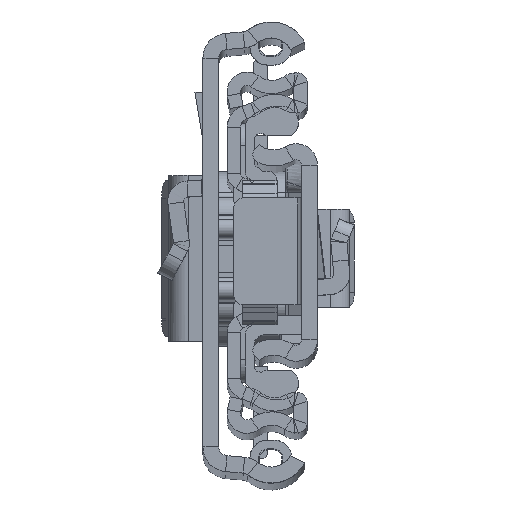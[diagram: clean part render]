
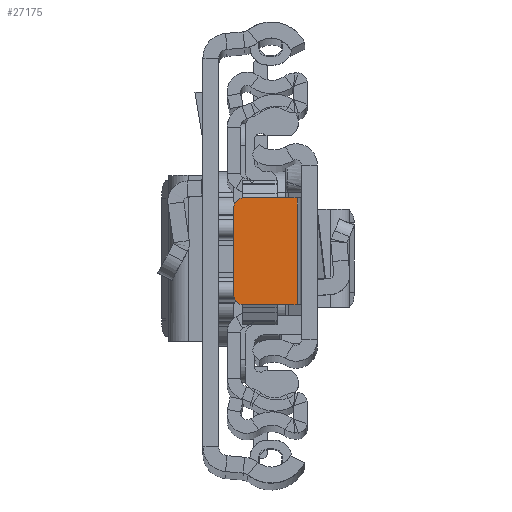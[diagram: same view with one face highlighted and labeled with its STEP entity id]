
A CAD part, top view. The second image highlights one B-rep face of the part: STEP entity #27175.
In plain terms, the highlighted planar face has unit normal (0, 0, 1).
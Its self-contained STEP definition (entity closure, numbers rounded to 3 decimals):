
#65 = CARTESIAN_POINT ( 'NONE',  ( -8.4, -5.849, -6.8 ) ) ;
#100 = CARTESIAN_POINT ( 'NONE',  ( -9.4, -4.849, -6.8 ) ) ;
#520 = ORIENTED_EDGE ( 'NONE', *, *, #2432, .F. ) ;
#544 = DIRECTION ( 'NONE',  ( 0., 0., 1. ) ) ;
#1237 = ORIENTED_EDGE ( 'NONE', *, *, #23725, .F. ) ;
#2432 = EDGE_CURVE ( 'NONE', #7087, #8963, #13393, .T. ) ;
#2586 = LINE ( 'NONE', #16365, #8086 ) ;
#2874 = DIRECTION ( 'NONE',  ( 0., -1., 0. ) ) ;
#4558 = AXIS2_PLACEMENT_3D ( 'NONE', #16675, #13202, #22410 ) ;
#5090 = VECTOR ( 'NONE', #29076, 1000. ) ;
#6632 = ORIENTED_EDGE ( 'NONE', *, *, #16085, .T. ) ;
#7087 = VERTEX_POINT ( 'NONE', #13661 ) ;
#7316 = FACE_OUTER_BOUND ( 'NONE', #13849, .T. ) ;
#7702 = CARTESIAN_POINT ( 'NONE',  ( -8.4, -4.849, -6.8 ) ) ;
#7733 = CARTESIAN_POINT ( 'NONE',  ( -9.4, 6.151, -6.8 ) ) ;
#8086 = VECTOR ( 'NONE', #28151, 1000. ) ;
#8359 = CARTESIAN_POINT ( 'NONE',  ( -2.3, -5.849, -6.8 ) ) ;
#8963 = VERTEX_POINT ( 'NONE', #8359 ) ;
#9845 = VERTEX_POINT ( 'NONE', #11668 ) ;
#10784 = CARTESIAN_POINT ( 'NONE',  ( -1.8, 6.151, -6.8 ) ) ;
#11523 = AXIS2_PLACEMENT_3D ( 'NONE', #7702, #14357, #26129 ) ;
#11668 = CARTESIAN_POINT ( 'NONE',  ( -9.4, 5.151, -6.8 ) ) ;
#12161 = VERTEX_POINT ( 'NONE', #100 ) ;
#12514 = ORIENTED_EDGE ( 'NONE', *, *, #15777, .F. ) ;
#12571 = ORIENTED_EDGE ( 'NONE', *, *, #12966, .T. ) ;
#12966 = EDGE_CURVE ( 'NONE', #14038, #9845, #26796, .T. ) ;
#13202 = DIRECTION ( 'NONE',  ( 0., 0., 1. ) ) ;
#13393 = LINE ( 'NONE', #27698, #16563 ) ;
#13661 = CARTESIAN_POINT ( 'NONE',  ( -2.3, 6.151, -6.8 ) ) ;
#13849 = EDGE_LOOP ( 'NONE', ( #1237, #6632, #12514, #520, #15143, #12571 ) ) ;
#14038 = VERTEX_POINT ( 'NONE', #20642 ) ;
#14256 = EDGE_CURVE ( 'NONE', #14038, #7087, #22263, .T. ) ;
#14357 = DIRECTION ( 'NONE',  ( 0., 0., 1. ) ) ;
#15143 = ORIENTED_EDGE ( 'NONE', *, *, #14256, .F. ) ;
#15777 = EDGE_CURVE ( 'NONE', #8963, #16965, #2586, .T. ) ;
#16085 = EDGE_CURVE ( 'NONE', #12161, #16965, #28879, .T. ) ;
#16365 = CARTESIAN_POINT ( 'NONE',  ( -9.4, -5.849, -6.8 ) ) ;
#16563 = VECTOR ( 'NONE', #2874, 1000. ) ;
#16675 = CARTESIAN_POINT ( 'NONE',  ( 0., 0., -6.8 ) ) ;
#16965 = VERTEX_POINT ( 'NONE', #65 ) ;
#17379 = VECTOR ( 'NONE', #19351, 1000. ) ;
#19351 = DIRECTION ( 'NONE',  ( 0., 1., 0. ) ) ;
#20642 = CARTESIAN_POINT ( 'NONE',  ( -8.4, 6.151, -6.8 ) ) ;
#22263 = LINE ( 'NONE', #10784, #5090 ) ;
#22410 = DIRECTION ( 'NONE',  ( 1., 0., 0. ) ) ;
#23404 = CARTESIAN_POINT ( 'NONE',  ( -8.4, 5.151, -6.8 ) ) ;
#23645 = PLANE ( 'NONE',  #4558 ) ;
#23725 = EDGE_CURVE ( 'NONE', #12161, #9845, #23913, .T. ) ;
#23913 = LINE ( 'NONE', #7733, #17379 ) ;
#24385 = AXIS2_PLACEMENT_3D ( 'NONE', #23404, #544, #28232 ) ;
#26129 = DIRECTION ( 'NONE',  ( 1., 0., 0. ) ) ;
#26796 = CIRCLE ( 'NONE', #24385, 1. ) ;
#27175 = ADVANCED_FACE ( 'NONE', ( #7316 ), #23645, .T. ) ;
#27698 = CARTESIAN_POINT ( 'NONE',  ( -2.3, 6.151, -6.8 ) ) ;
#28151 = DIRECTION ( 'NONE',  ( -1., 0., 0. ) ) ;
#28232 = DIRECTION ( 'NONE',  ( 1., 0., 0. ) ) ;
#28879 = CIRCLE ( 'NONE', #11523, 1. ) ;
#29076 = DIRECTION ( 'NONE',  ( 1., 0., 0. ) ) ;
